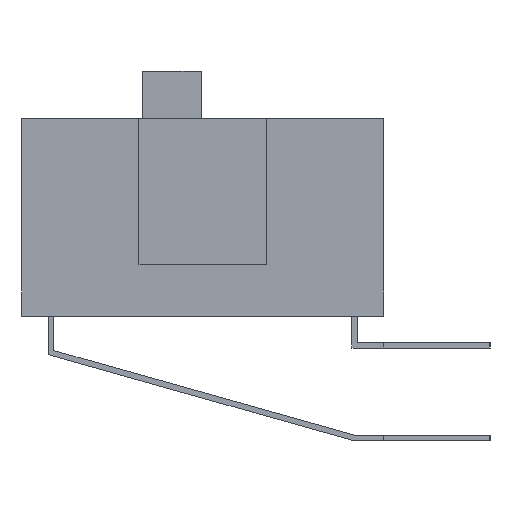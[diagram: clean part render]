
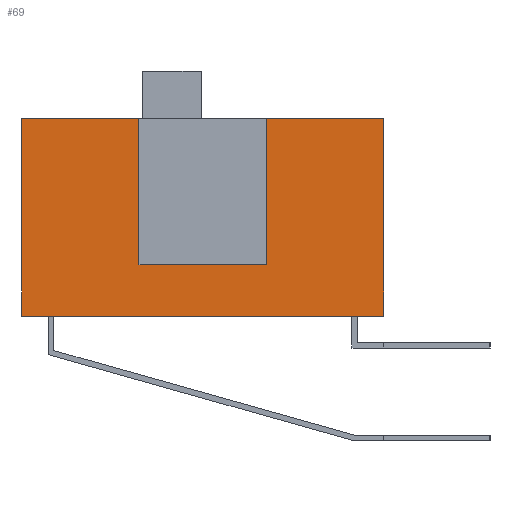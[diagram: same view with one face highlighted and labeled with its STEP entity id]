
A CAD part, left-side view. The second image highlights one B-rep face of the part: STEP entity #69.
In plain terms, the highlighted planar face has unit normal (-1, 0, 0).
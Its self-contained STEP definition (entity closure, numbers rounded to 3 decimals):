
#69 = ADVANCED_FACE ( 'NONE', ( #5629 ), #5790, .T. ) ;
#1029 = ORIENTED_EDGE ( 'NONE', *, *, #1199, .F. ) ;
#1030 = ORIENTED_EDGE ( 'NONE', *, *, #1201, .T. ) ;
#1031 = ORIENTED_EDGE ( 'NONE', *, *, #1197, .F. ) ;
#1032 = ORIENTED_EDGE ( 'NONE', *, *, #1045, .F. ) ;
#1033 = ORIENTED_EDGE ( 'NONE', *, *, #1190, .F. ) ;
#1034 = ORIENTED_EDGE ( 'NONE', *, *, #1048, .F. ) ;
#1035 = ORIENTED_EDGE ( 'NONE', *, *, #1202, .F. ) ;
#1037 = ORIENTED_EDGE ( 'NONE', *, *, #1203, .F. ) ;
#1045 = EDGE_CURVE ( 'NONE', #20472, #20477, #8322, .T. ) ;
#1048 = EDGE_CURVE ( 'NONE', #20432, #20431, #8325, .T. ) ;
#1190 = EDGE_CURVE ( 'NONE', #20431, #20482, #10995, .T. ) ;
#1197 = EDGE_CURVE ( 'NONE', #20482, #20590, #11002, .T. ) ;
#1199 = EDGE_CURVE ( 'NONE', #20590, #20472, #11004, .T. ) ;
#1201 = EDGE_CURVE ( 'NONE', #20587, #20477, #11006, .T. ) ;
#1202 = EDGE_CURVE ( 'NONE', #20586, #20432, #11007, .T. ) ;
#1203 = EDGE_CURVE ( 'NONE', #20587, #20586, #11008, .T. ) ;
#5629 = FACE_OUTER_BOUND ( 'NONE', #20845, .T. ) ;
#5790 = PLANE ( 'NONE',  #5837 ) ;
#5791 = CARTESIAN_POINT ( 'NONE',  ( 0., 9.9, 0. ) ) ;
#5792 = DIRECTION ( 'NONE',  ( -1., 0., 0. ) ) ;
#5793 = DIRECTION ( 'NONE',  ( 0., 0., 1. ) ) ;
#5837 = AXIS2_PLACEMENT_3D ( 'NONE', #5791, #5792, #5793 ) ;
#8322 = LINE ( 'NONE', #9035, #8835 ) ;
#8325 = LINE ( 'NONE', #9041, #8838 ) ;
#8835 = VECTOR ( 'NONE', #9036, 1000. ) ;
#8838 = VECTOR ( 'NONE', #9042, 1000. ) ;
#9035 = CARTESIAN_POINT ( 'NONE',  ( 0., 0., 0. ) ) ;
#9036 = DIRECTION ( 'NONE',  ( 0., -1., 0. ) ) ;
#9041 = CARTESIAN_POINT ( 'NONE',  ( 0., 0., 0. ) ) ;
#9042 = DIRECTION ( 'NONE',  ( 0., -1., 0. ) ) ;
#10995 = LINE ( 'NONE', #11282, #11170 ) ;
#11002 = LINE ( 'NONE', #11296, #11177 ) ;
#11004 = LINE ( 'NONE', #11300, #11179 ) ;
#11006 = LINE ( 'NONE', #11304, #11181 ) ;
#11007 = LINE ( 'NONE', #11306, #11182 ) ;
#11008 = LINE ( 'NONE', #11308, #11183 ) ;
#11170 = VECTOR ( 'NONE', #11283, 1000. ) ;
#11177 = VECTOR ( 'NONE', #11297, 1000. ) ;
#11179 = VECTOR ( 'NONE', #11301, 1000. ) ;
#11181 = VECTOR ( 'NONE', #11305, 1000. ) ;
#11182 = VECTOR ( 'NONE', #11307, 1000. ) ;
#11183 = VECTOR ( 'NONE', #11309, 1000. ) ;
#11282 = CARTESIAN_POINT ( 'NONE',  ( 0., 0., 0. ) ) ;
#11283 = DIRECTION ( 'NONE',  ( 0., 0., -1. ) ) ;
#11296 = CARTESIAN_POINT ( 'NONE',  ( 0., 0., -5.4 ) ) ;
#11297 = DIRECTION ( 'NONE',  ( 0., 1., 0. ) ) ;
#11300 = CARTESIAN_POINT ( 'NONE',  ( 0., 9.9, 0. ) ) ;
#11301 = DIRECTION ( 'NONE',  ( 0., 0., 1. ) ) ;
#11304 = CARTESIAN_POINT ( 'NONE',  ( 0., 6.7, -4. ) ) ;
#11305 = DIRECTION ( 'NONE',  ( 0., 0., 1. ) ) ;
#11306 = CARTESIAN_POINT ( 'NONE',  ( 0., 3.2, -4. ) ) ;
#11307 = DIRECTION ( 'NONE',  ( 0., 0., 1. ) ) ;
#11308 = CARTESIAN_POINT ( 'NONE',  ( 0., 3.2, -4. ) ) ;
#11309 = DIRECTION ( 'NONE',  ( 0., -1., 0. ) ) ;
#19221 = CARTESIAN_POINT ( 'NONE',  ( 0., 0., 0. ) ) ;
#19222 = CARTESIAN_POINT ( 'NONE',  ( 0., 3.2, 0. ) ) ;
#19262 = CARTESIAN_POINT ( 'NONE',  ( 0., 9.9, 0. ) ) ;
#19267 = CARTESIAN_POINT ( 'NONE',  ( 0., 6.7, 0. ) ) ;
#19272 = CARTESIAN_POINT ( 'NONE',  ( 0., 0., -5.4 ) ) ;
#19376 = CARTESIAN_POINT ( 'NONE',  ( 0., 3.2, -4. ) ) ;
#19377 = CARTESIAN_POINT ( 'NONE',  ( 0., 6.7, -4. ) ) ;
#19380 = CARTESIAN_POINT ( 'NONE',  ( 0., 9.9, -5.4 ) ) ;
#20431 = VERTEX_POINT ( 'NONE', #19221 ) ;
#20432 = VERTEX_POINT ( 'NONE', #19222 ) ;
#20472 = VERTEX_POINT ( 'NONE', #19262 ) ;
#20477 = VERTEX_POINT ( 'NONE', #19267 ) ;
#20482 = VERTEX_POINT ( 'NONE', #19272 ) ;
#20586 = VERTEX_POINT ( 'NONE', #19376 ) ;
#20587 = VERTEX_POINT ( 'NONE', #19377 ) ;
#20590 = VERTEX_POINT ( 'NONE', #19380 ) ;
#20845 = EDGE_LOOP ( 'NONE', ( #1030, #1032, #1029, #1031, #1033, #1034, #1035, #1037 ) ) ;
